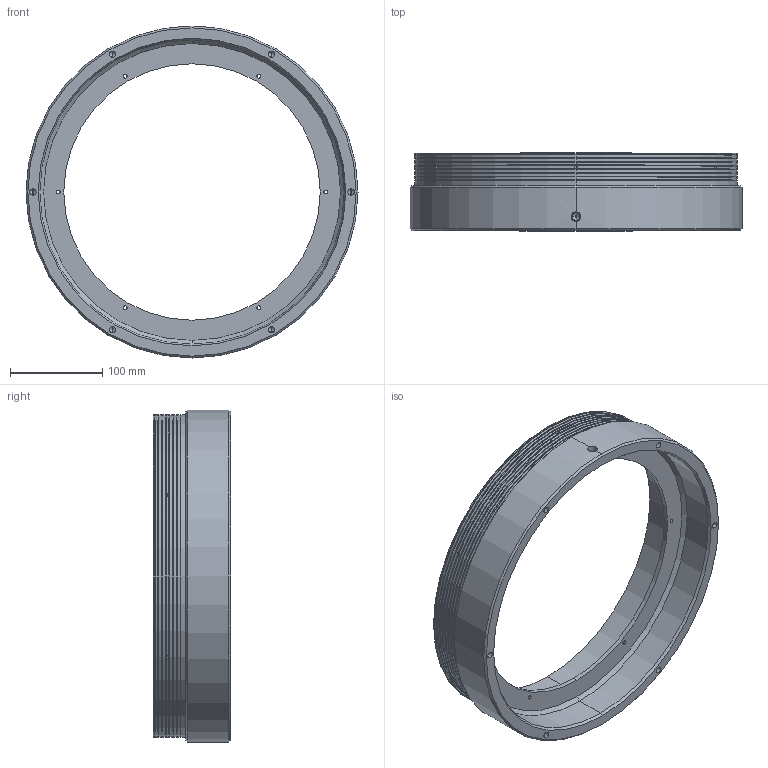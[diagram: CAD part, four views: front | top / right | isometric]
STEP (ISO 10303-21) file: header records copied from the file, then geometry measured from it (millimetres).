
FILE_DESCRIPTION (( 'STEP AP203' ), '1' );
FILE_NAME ('EL 01568-E_0.step', '2016-12-23T12:31:10', ( '' ), ( '' ), 'SwSTEP 2.0', 'SolidWorks 2016', '' );
FILE_SCHEMA (( 'CONFIG_CONTROL_DESIGN' ));
Length unit declared in the file: millimetre
Products named in the file (1): EL 01568-E_0
Bounding box: 360 x 84 x 360 mm (x, y, z)
Volume: 1209407.6 mm3; surface area: 332410.4 mm2
Topology: 1 solids, 1 shells, 161 faces, 422 edges, 266 vertices
Faces by surface type: cylinder 90, plane 39, cone 28, torus 4
Entity records: 5711 total; most frequent: CARTESIAN_POINT 1652, DIRECTION 846, ORIENTED_EDGE 820, EDGE_CURVE 410, AXIS2_PLACEMENT_3D 350, VERTEX_POINT 266, EDGE_LOOP 204, CIRCLE 188
